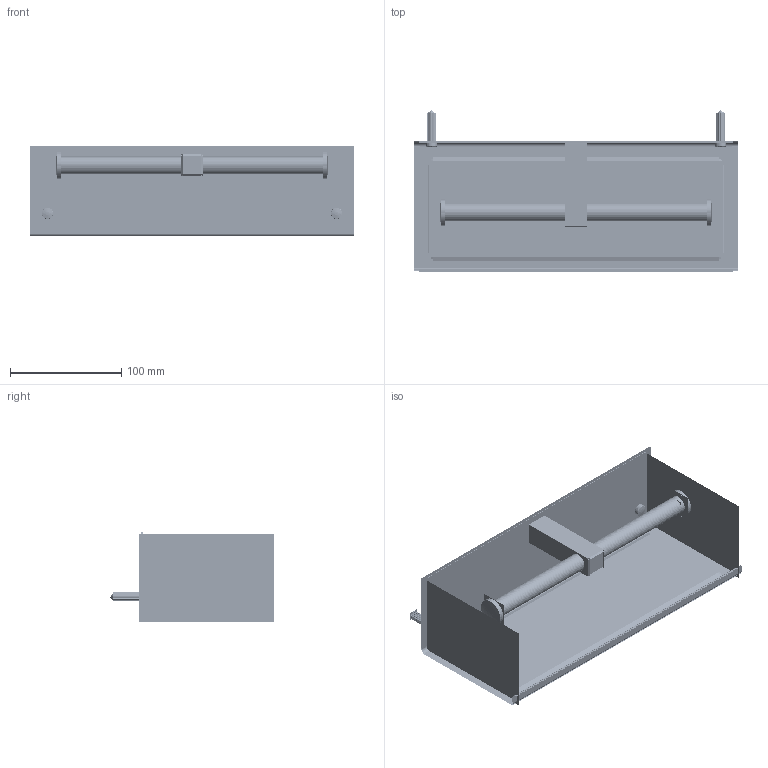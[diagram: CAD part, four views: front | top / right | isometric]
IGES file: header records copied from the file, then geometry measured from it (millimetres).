
Start section:  PTC IGES file: ffas0499-908500bc0_concept_squa_asm.igs
Global section: file name: ffas0499-908500bc0_concept_squa_asm.igs; native system: Creo Parametric by PTC Inc.; preprocessor: 2015200; author: 10114249; organization: Unknown; date: 20191121.134501; units: millimetre
Bounding box: 291.2 x 147.19 x 83.02 mm (x, y, z)
Volume: 360048.1 mm3; surface area: 2193510.2 mm2
Topology: 18 solids, 18 shells, 2016 faces, 12893 edges, 18120 vertices
Faces by surface type: revolution 1264, bspline 752
